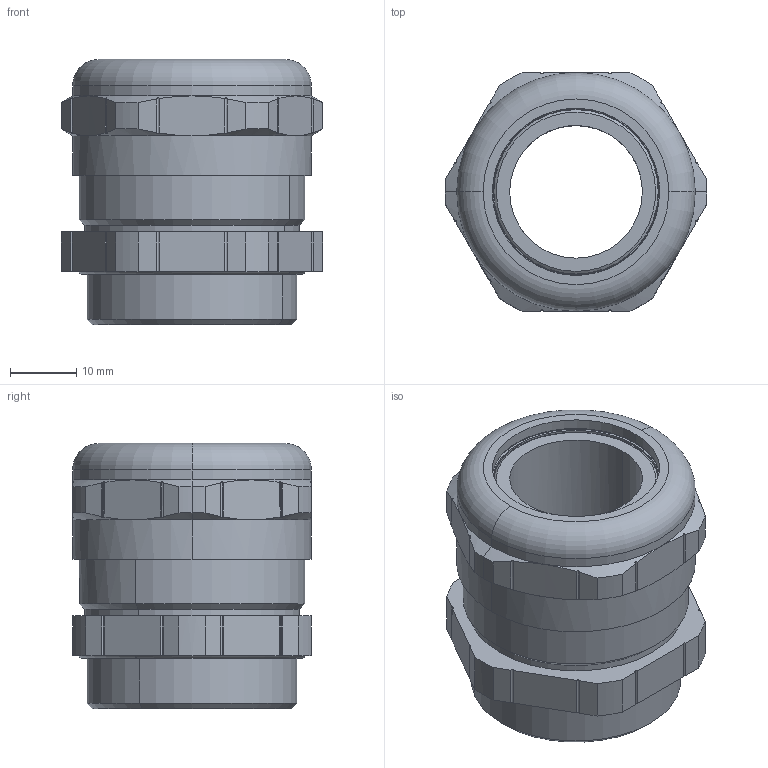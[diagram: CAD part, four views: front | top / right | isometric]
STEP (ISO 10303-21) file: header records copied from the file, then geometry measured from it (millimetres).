
FILE_DESCRIPTION(('CATIA V5 STEP','CAx-IF Rec.Pracs.--- Model Styling and Organization---1.4--- 2014-01-23'),'2;1');
FILE_NAME ('13129318_4', '2022-08-24T09:57:14+00:00', ('none'), ('Weidmueller'), 'CATIA Version 5-6 Release 2016 SP3 HF44', 'CATIA V5 STEP AP214', 'none');
FILE_SCHEMA(('AUTOMOTIVE_DESIGN { 1 0 10303 214 1 1 1 1 }'));
Length unit declared in the file: millimetre
Products named in the file (1): 1193610000
Bounding box: 39.5 x 36 x 40 mm (x, y, z)
Volume: 20106.4 mm3; surface area: 15696.4 mm2
Topology: 2 solids, 2 shells, 202 faces, 506 edges, 318 vertices
Faces by surface type: cylinder 84, plane 50, cone 38, torus 30
Entity records: 6805 total; most frequent: CARTESIAN_POINT 2247, ORIENTED_EDGE 1012, DIRECTION 772, EDGE_CURVE 506, AXIS2_PLACEMENT_3D 391, VERTEX_POINT 318, EDGE_LOOP 216, ADVANCED_FACE 202
